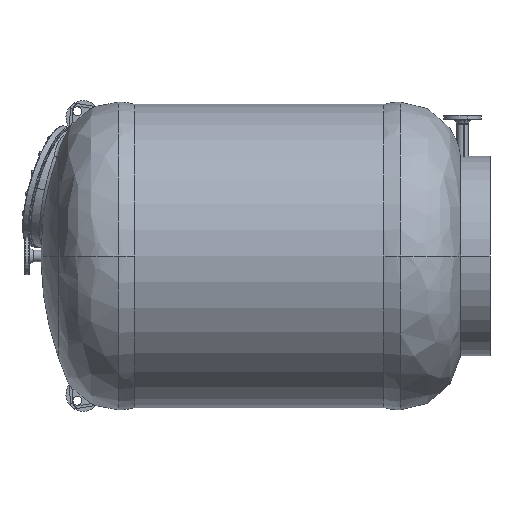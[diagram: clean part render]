
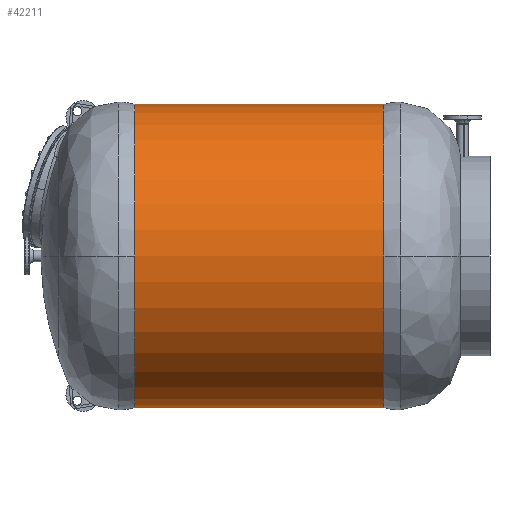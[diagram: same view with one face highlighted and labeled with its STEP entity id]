
A CAD part, left-side view. The second image highlights one B-rep face of the part: STEP entity #42211.
In plain terms, the highlighted cylindrical face has radius 608 mm (diameter 1216 mm), a partial arc.
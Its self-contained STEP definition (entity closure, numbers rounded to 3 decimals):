
#24 = EDGE_CURVE ( 'NONE', #50731, #1465, #25044, .T. ) ;
#120 = DIRECTION ( 'NONE',  ( 0., 1., 0. ) ) ;
#192 = CARTESIAN_POINT ( 'NONE',  ( 560.836, 98.938, 1997.497 ) ) ;
#394 = VERTEX_POINT ( 'NONE', #3726 ) ;
#766 = LINE ( 'NONE', #18176, #23662 ) ;
#1465 = VERTEX_POINT ( 'NONE', #54538 ) ;
#1741 = CARTESIAN_POINT ( 'NONE',  ( 560.836, 463.934, 1389.497 ) ) ;
#2021 = DIRECTION ( 'NONE',  ( 0., 0., 1. ) ) ;
#3543 = DIRECTION ( 'NONE',  ( 0., 0., 1. ) ) ;
#3726 = CARTESIAN_POINT ( 'NONE',  ( 560.836, 463.934, 1997.497 ) ) ;
#4445 = CYLINDRICAL_SURFACE ( 'NONE', #6043, 608. ) ;
#4478 = DIRECTION ( 'NONE',  ( 0., 1., 0. ) ) ;
#6043 = AXIS2_PLACEMENT_3D ( 'NONE', #17553, #13266, #43854 ) ;
#6402 = CIRCLE ( 'NONE', #35561, 608. ) ;
#7262 = DIRECTION ( 'NONE',  ( 0., 0., 1. ) ) ;
#7519 = CARTESIAN_POINT ( 'NONE',  ( -47.164, 463.934, 1389.497 ) ) ;
#8205 = VERTEX_POINT ( 'NONE', #7519 ) ;
#8471 = DIRECTION ( 'NONE',  ( 0., -1., 0. ) ) ;
#9031 = AXIS2_PLACEMENT_3D ( 'NONE', #1741, #9744, #2021 ) ;
#9744 = DIRECTION ( 'NONE',  ( 0., 1., 0. ) ) ;
#10283 = CARTESIAN_POINT ( 'NONE',  ( 560.836, 1463.943, 1997.497 ) ) ;
#11604 = VERTEX_POINT ( 'NONE', #23550 ) ;
#12027 = ORIENTED_EDGE ( 'NONE', *, *, #29457, .T. ) ;
#13266 = DIRECTION ( 'NONE',  ( 0., 1., 0. ) ) ;
#13318 = EDGE_CURVE ( 'NONE', #1465, #11604, #56014, .T. ) ;
#16999 = FACE_OUTER_BOUND ( 'NONE', #49554, .T. ) ;
#17553 = CARTESIAN_POINT ( 'NONE',  ( 560.836, 98.938, 1389.497 ) ) ;
#18176 = CARTESIAN_POINT ( 'NONE',  ( 560.836, 98.938, 781.497 ) ) ;
#20287 = CARTESIAN_POINT ( 'NONE',  ( 560.836, 463.934, 781.497 ) ) ;
#23007 = DIRECTION ( 'NONE',  ( 0., 1., 0. ) ) ;
#23213 = AXIS2_PLACEMENT_3D ( 'NONE', #51920, #8471, #46743 ) ;
#23550 = CARTESIAN_POINT ( 'NONE',  ( 560.836, 1463.943, 781.497 ) ) ;
#23662 = VECTOR ( 'NONE', #23007, 1000. ) ;
#23738 = ORIENTED_EDGE ( 'NONE', *, *, #13318, .T. ) ;
#25044 = CIRCLE ( 'NONE', #26853, 608. ) ;
#25309 = LINE ( 'NONE', #192, #49380 ) ;
#26853 = AXIS2_PLACEMENT_3D ( 'NONE', #37533, #36980, #7262 ) ;
#27962 = ORIENTED_EDGE ( 'NONE', *, *, #29642, .F. ) ;
#29457 = EDGE_CURVE ( 'NONE', #55525, #8205, #35522, .T. ) ;
#29642 = EDGE_CURVE ( 'NONE', #55525, #11604, #766, .T. ) ;
#31557 = ORIENTED_EDGE ( 'NONE', *, *, #45107, .T. ) ;
#31723 = EDGE_CURVE ( 'NONE', #394, #50731, #25309, .T. ) ;
#35315 = ORIENTED_EDGE ( 'NONE', *, *, #31723, .T. ) ;
#35522 = CIRCLE ( 'NONE', #9031, 608. ) ;
#35561 = AXIS2_PLACEMENT_3D ( 'NONE', #52108, #120, #3543 ) ;
#36980 = DIRECTION ( 'NONE',  ( 0., -1., 0. ) ) ;
#37533 = CARTESIAN_POINT ( 'NONE',  ( 560.836, 1463.943, 1389.497 ) ) ;
#40090 = ORIENTED_EDGE ( 'NONE', *, *, #24, .T. ) ;
#42211 = ADVANCED_FACE ( 'NONE', ( #16999 ), #4445, .T. ) ;
#43854 = DIRECTION ( 'NONE',  ( 0., 0., 1. ) ) ;
#45107 = EDGE_CURVE ( 'NONE', #8205, #394, #6402, .T. ) ;
#46743 = DIRECTION ( 'NONE',  ( 0., 0., 1. ) ) ;
#49380 = VECTOR ( 'NONE', #4478, 1000. ) ;
#49554 = EDGE_LOOP ( 'NONE', ( #27962, #12027, #31557, #35315, #40090, #23738 ) ) ;
#50731 = VERTEX_POINT ( 'NONE', #10283 ) ;
#51920 = CARTESIAN_POINT ( 'NONE',  ( 560.836, 1463.943, 1389.497 ) ) ;
#52108 = CARTESIAN_POINT ( 'NONE',  ( 560.836, 463.934, 1389.497 ) ) ;
#54538 = CARTESIAN_POINT ( 'NONE',  ( -47.164, 1463.943, 1389.497 ) ) ;
#55525 = VERTEX_POINT ( 'NONE', #20287 ) ;
#56014 = CIRCLE ( 'NONE', #23213, 608. ) ;
